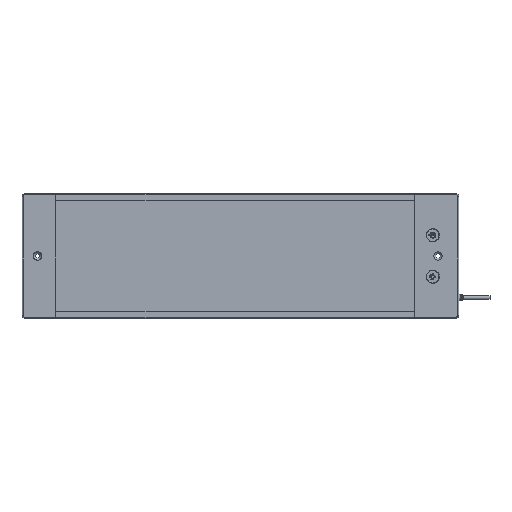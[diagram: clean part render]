
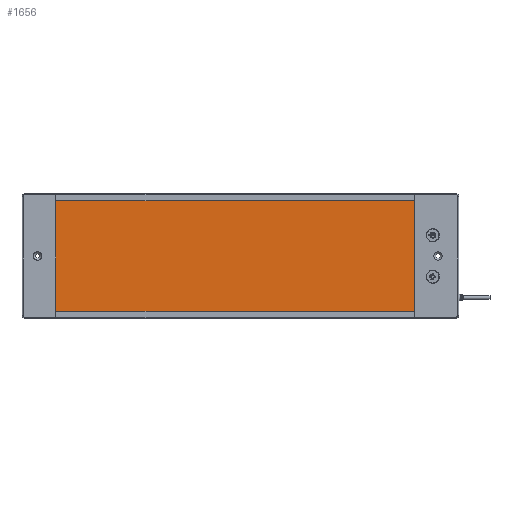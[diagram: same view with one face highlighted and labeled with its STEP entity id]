
A CAD part, top view. The second image highlights one B-rep face of the part: STEP entity #1656.
In plain terms, the highlighted planar face has unit normal (0, 0, 1).
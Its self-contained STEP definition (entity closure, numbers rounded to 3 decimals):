
#967=CARTESIAN_POINT('',(32.5,-53.,9.));
#968=VERTEX_POINT('',#967);
#969=CARTESIAN_POINT('',(32.5,53.,9.));
#970=VERTEX_POINT('',#969);
#971=CARTESIAN_POINT('',(32.5,-53.,9.));
#972=DIRECTION('',(0.0,1.0,0.0));
#973=VECTOR('',#972,106.0);
#974=LINE('',#971,#973);
#975=EDGE_CURVE('',#968,#970,#974,.T.);
#1144=CARTESIAN_POINT('',(377.5,-53.,9.));
#1145=VERTEX_POINT('',#1144);
#1152=CARTESIAN_POINT('',(32.5,-53.,9.));
#1153=DIRECTION('',(1.0,0.0,0.0));
#1154=VECTOR('',#1153,345.);
#1155=LINE('',#1152,#1154);
#1156=EDGE_CURVE('',#968,#1145,#1155,.T.);
#1633=CARTESIAN_POINT('',(662.0,7.,9.));
#1634=DIRECTION('',(0.0,0.0,1.0));
#1635=DIRECTION('',(1.0,0.0,0.0));
#1636=AXIS2_PLACEMENT_3D('',#1633,#1634,#1635);
#1637=PLANE('',#1636);
#1638=ORIENTED_EDGE('',*,*,#1156,.T.);
#1639=CARTESIAN_POINT('',(377.5,53.,9.));
#1640=VERTEX_POINT('',#1639);
#1641=CARTESIAN_POINT('',(377.5,53.,9.));
#1642=DIRECTION('',(0.0,-1.0,0.0));
#1643=VECTOR('',#1642,106.0);
#1644=LINE('',#1641,#1643);
#1645=EDGE_CURVE('',#1640,#1145,#1644,.T.);
#1646=ORIENTED_EDGE('',*,*,#1645,.F.);
#1647=CARTESIAN_POINT('',(32.5,53.,9.));
#1648=DIRECTION('',(1.0,0.0,0.0));
#1649=VECTOR('',#1648,345.);
#1650=LINE('',#1647,#1649);
#1651=EDGE_CURVE('',#970,#1640,#1650,.T.);
#1652=ORIENTED_EDGE('',*,*,#1651,.F.);
#1653=ORIENTED_EDGE('',*,*,#975,.F.);
#1654=EDGE_LOOP('',(#1638,#1646,#1652,#1653));
#1655=FACE_OUTER_BOUND('',#1654,.T.);
#1656=ADVANCED_FACE('',(#1655),#1637,.T.);
